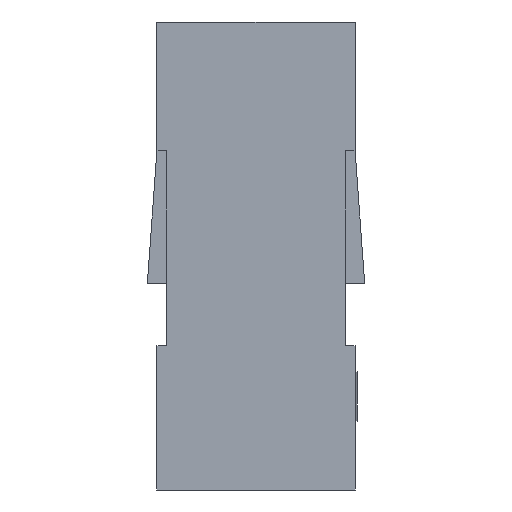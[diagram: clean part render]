
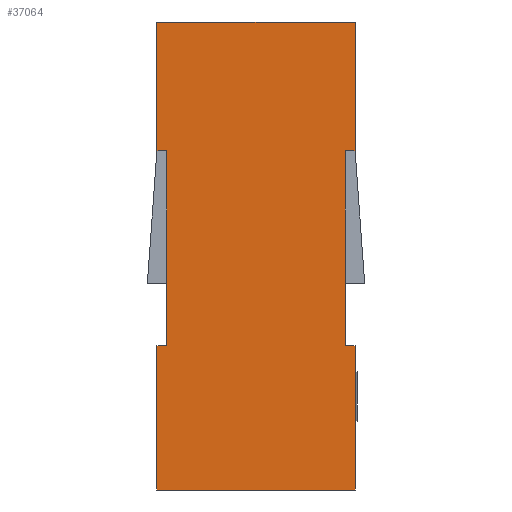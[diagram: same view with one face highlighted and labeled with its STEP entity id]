
A CAD part, left-side view. The second image highlights one B-rep face of the part: STEP entity #37064.
In plain terms, the highlighted planar face has unit normal (-1, 0, 0).
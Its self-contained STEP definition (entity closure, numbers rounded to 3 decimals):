
#352 = DIRECTION ( 'NONE',  ( 0., 0., -1. ) ) ;
#624 = EDGE_CURVE ( 'NONE', #12455, #29063, #14987, .T. ) ;
#783 = ORIENTED_EDGE ( 'NONE', *, *, #11502, .F. ) ;
#819 = DIRECTION ( 'NONE',  ( 0., -1., 0. ) ) ;
#974 = CARTESIAN_POINT ( 'NONE',  ( -13.97, -2.048, 8.7 ) ) ;
#1107 = VERTEX_POINT ( 'NONE', #13847 ) ;
#1604 = EDGE_CURVE ( 'NONE', #32388, #14682, #3544, .T. ) ;
#1893 = EDGE_CURVE ( 'NONE', #27501, #11898, #25572, .T. ) ;
#1918 = CARTESIAN_POINT ( 'NONE',  ( -13.97, 3.81, 12. ) ) ;
#2103 = VECTOR ( 'NONE', #22352, 1000. ) ;
#2231 = LINE ( 'NONE', #6591, #5114 ) ;
#2981 = VECTOR ( 'NONE', #36367, 1000. ) ;
#3046 = CARTESIAN_POINT ( 'NONE',  ( -13.97, 3.56, 3.7 ) ) ;
#3052 = LINE ( 'NONE', #5195, #4959 ) ;
#3544 = LINE ( 'NONE', #15697, #32368 ) ;
#4892 = VECTOR ( 'NONE', #32053, 1000. ) ;
#4959 = VECTOR ( 'NONE', #38845, 1000. ) ;
#5114 = VECTOR ( 'NONE', #819, 1000. ) ;
#5195 = CARTESIAN_POINT ( 'NONE',  ( -13.97, 0., 0. ) ) ;
#5527 = CARTESIAN_POINT ( 'NONE',  ( -13.97, -2.048, 3.7 ) ) ;
#5732 = ORIENTED_EDGE ( 'NONE', *, *, #14654, .F. ) ;
#5989 = ORIENTED_EDGE ( 'NONE', *, *, #29543, .F. ) ;
#6477 = EDGE_CURVE ( 'NONE', #11898, #12055, #26532, .T. ) ;
#6591 = CARTESIAN_POINT ( 'NONE',  ( -13.97, 0., 12. ) ) ;
#7642 = CARTESIAN_POINT ( 'NONE',  ( -13.97, -1.27, 12. ) ) ;
#7744 = EDGE_CURVE ( 'NONE', #27501, #18245, #28070, .T. ) ;
#8099 = ORIENTED_EDGE ( 'NONE', *, *, #33716, .T. ) ;
#9033 = CARTESIAN_POINT ( 'NONE',  ( -13.97, 3.56, 8.7 ) ) ;
#10030 = LINE ( 'NONE', #31440, #37949 ) ;
#11076 = DIRECTION ( 'NONE',  ( 0., -1., 0. ) ) ;
#11502 = EDGE_CURVE ( 'NONE', #34859, #19994, #2231, .T. ) ;
#11898 = VERTEX_POINT ( 'NONE', #37215 ) ;
#12055 = VERTEX_POINT ( 'NONE', #22692 ) ;
#12069 = EDGE_LOOP ( 'NONE', ( #21722, #39858, #5732, #783, #8099, #5989, #36647, #12759, #16676, #19619, #14275, #12116 ) ) ;
#12116 = ORIENTED_EDGE ( 'NONE', *, *, #1893, .F. ) ;
#12233 = CARTESIAN_POINT ( 'NONE',  ( -13.97, -1.02, 3.7 ) ) ;
#12262 = EDGE_CURVE ( 'NONE', #14682, #12055, #3052, .T. ) ;
#12455 = VERTEX_POINT ( 'NONE', #3046 ) ;
#12476 = CARTESIAN_POINT ( 'NONE',  ( -13.97, 3.81, 3.7 ) ) ;
#12759 = ORIENTED_EDGE ( 'NONE', *, *, #13143, .T. ) ;
#13143 = EDGE_CURVE ( 'NONE', #12455, #32388, #19911, .T. ) ;
#13365 = CARTESIAN_POINT ( 'NONE',  ( -13.97, 0., 12. ) ) ;
#13847 = CARTESIAN_POINT ( 'NONE',  ( -13.97, 3.81, 8.7 ) ) ;
#14275 = ORIENTED_EDGE ( 'NONE', *, *, #6477, .F. ) ;
#14382 = VECTOR ( 'NONE', #25673, 1000. ) ;
#14654 = EDGE_CURVE ( 'NONE', #19994, #36589, #32102, .T. ) ;
#14682 = VERTEX_POINT ( 'NONE', #25924 ) ;
#14712 = CARTESIAN_POINT ( 'NONE',  ( -13.97, -1.27, 12. ) ) ;
#14987 = LINE ( 'NONE', #16607, #4892 ) ;
#15697 = CARTESIAN_POINT ( 'NONE',  ( -13.97, 3.81, 12. ) ) ;
#16607 = CARTESIAN_POINT ( 'NONE',  ( -13.97, 3.56, 8.7 ) ) ;
#16676 = ORIENTED_EDGE ( 'NONE', *, *, #1604, .T. ) ;
#17035 = FACE_OUTER_BOUND ( 'NONE', #12069, .T. ) ;
#18245 = VERTEX_POINT ( 'NONE', #33543 ) ;
#19194 = CARTESIAN_POINT ( 'NONE',  ( -13.97, -1.27, 12. ) ) ;
#19321 = DIRECTION ( 'NONE',  ( 1., 0., 0. ) ) ;
#19619 = ORIENTED_EDGE ( 'NONE', *, *, #12262, .T. ) ;
#19911 = LINE ( 'NONE', #5527, #31883 ) ;
#19994 = VERTEX_POINT ( 'NONE', #19194 ) ;
#20255 = CARTESIAN_POINT ( 'NONE',  ( -13.97, 4.588, 3.7 ) ) ;
#21722 = ORIENTED_EDGE ( 'NONE', *, *, #7744, .T. ) ;
#22352 = DIRECTION ( 'NONE',  ( 0., 0., 1. ) ) ;
#22454 = DIRECTION ( 'NONE',  ( 0., 0., -1. ) ) ;
#22657 = EDGE_CURVE ( 'NONE', #18245, #36589, #31763, .T. ) ;
#22692 = CARTESIAN_POINT ( 'NONE',  ( -13.97, -1.27, 0. ) ) ;
#23904 = VECTOR ( 'NONE', #35361, 1000. ) ;
#25572 = LINE ( 'NONE', #20255, #33796 ) ;
#25673 = DIRECTION ( 'NONE',  ( 0., 1., 0. ) ) ;
#25729 = DIRECTION ( 'NONE',  ( 0., -1., 0. ) ) ;
#25924 = CARTESIAN_POINT ( 'NONE',  ( -13.97, 3.81, 0. ) ) ;
#26047 = CARTESIAN_POINT ( 'NONE',  ( -13.97, -1.27, 8.7 ) ) ;
#26532 = LINE ( 'NONE', #14712, #2981 ) ;
#26779 = DIRECTION ( 'NONE',  ( 0., 1., 0. ) ) ;
#27501 = VERTEX_POINT ( 'NONE', #12233 ) ;
#27955 = AXIS2_PLACEMENT_3D ( 'NONE', #13365, #19321, #28290 ) ;
#28070 = LINE ( 'NONE', #31864, #2103 ) ;
#28290 = DIRECTION ( 'NONE',  ( 0., 1., 0. ) ) ;
#28691 = PLANE ( 'NONE',  #27955 ) ;
#28859 = VECTOR ( 'NONE', #11076, 1000. ) ;
#29063 = VERTEX_POINT ( 'NONE', #9033 ) ;
#29236 = CARTESIAN_POINT ( 'NONE',  ( -13.97, 4.588, 8.7 ) ) ;
#29543 = EDGE_CURVE ( 'NONE', #29063, #1107, #39967, .T. ) ;
#31440 = CARTESIAN_POINT ( 'NONE',  ( -13.97, 3.81, 12. ) ) ;
#31763 = LINE ( 'NONE', #29236, #28859 ) ;
#31864 = CARTESIAN_POINT ( 'NONE',  ( -13.97, -1.02, 8.7 ) ) ;
#31883 = VECTOR ( 'NONE', #26779, 1000. ) ;
#32053 = DIRECTION ( 'NONE',  ( 0., 0., 1. ) ) ;
#32102 = LINE ( 'NONE', #7642, #23904 ) ;
#32368 = VECTOR ( 'NONE', #352, 1000. ) ;
#32388 = VERTEX_POINT ( 'NONE', #12476 ) ;
#33543 = CARTESIAN_POINT ( 'NONE',  ( -13.97, -1.02, 8.7 ) ) ;
#33716 = EDGE_CURVE ( 'NONE', #34859, #1107, #10030, .T. ) ;
#33796 = VECTOR ( 'NONE', #25729, 1000. ) ;
#34859 = VERTEX_POINT ( 'NONE', #1918 ) ;
#35361 = DIRECTION ( 'NONE',  ( 0., 0., -1. ) ) ;
#36367 = DIRECTION ( 'NONE',  ( 0., 0., -1. ) ) ;
#36589 = VERTEX_POINT ( 'NONE', #26047 ) ;
#36647 = ORIENTED_EDGE ( 'NONE', *, *, #624, .F. ) ;
#37064 = ADVANCED_FACE ( 'NONE', ( #17035 ), #28691, .F. ) ;
#37215 = CARTESIAN_POINT ( 'NONE',  ( -13.97, -1.27, 3.7 ) ) ;
#37949 = VECTOR ( 'NONE', #22454, 1000. ) ;
#38845 = DIRECTION ( 'NONE',  ( 0., -1., 0. ) ) ;
#39858 = ORIENTED_EDGE ( 'NONE', *, *, #22657, .T. ) ;
#39967 = LINE ( 'NONE', #974, #14382 ) ;
